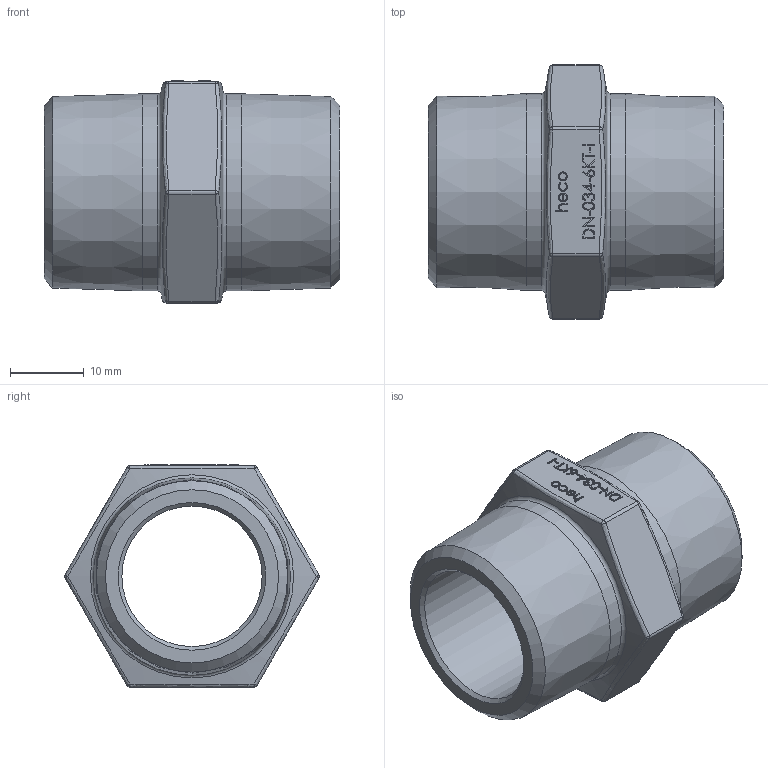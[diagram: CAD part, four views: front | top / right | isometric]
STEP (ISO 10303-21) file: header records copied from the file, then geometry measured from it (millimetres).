
FILE_DESCRIPTION (( 'STEP AP214' ), '1' );
FILE_NAME ('heco DN-034-6KT-I.STEP', '2016-01-11T08:38:39', ( 'test' ), ( '' ), 'SwSTEP 2.0', 'SolidWorks 2011', '' );
FILE_SCHEMA (( 'AUTOMOTIVE_DESIGN' ));
Length unit declared in the file: millimetre
Products named in the file (1): heco DN-034-6KT-I
Bounding box: 40 x 34.49 x 30.1 mm (x, y, z)
Volume: 12194.4 mm3; surface area: 6524.5 mm2
Topology: 1 solids, 1 shells, 230 faces, 584 edges, 374 vertices
Faces by surface type: plane 113, bspline 86, sphere 12, cylinder 9, cone 8, torus 2
Full cylindrical faces by diameter (mm): 19 x1, 26.675 x2
Entity records: 12997 total; most frequent: CARTESIAN_POINT 6227, ORIENTED_EDGE 1114, DIRECTION 725, EDGE_CURVE 557, VERTEX_POINT 364, VECTOR 335, LINE 335, EDGE_LOOP 267
